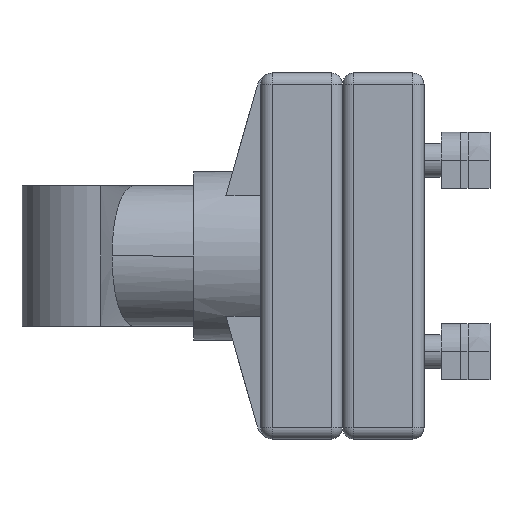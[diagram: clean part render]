
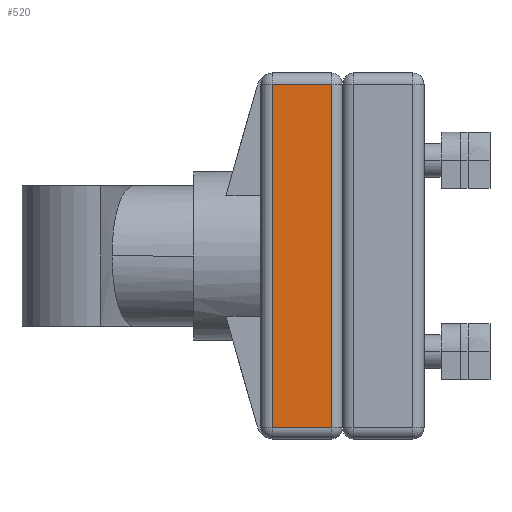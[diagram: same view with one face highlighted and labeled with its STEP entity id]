
A CAD part, left-side view. The second image highlights one B-rep face of the part: STEP entity #520.
In plain terms, the highlighted planar face has unit normal (-1, 0, 0).
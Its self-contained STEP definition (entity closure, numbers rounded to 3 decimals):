
#520=ADVANCED_FACE('',(#1335),#1336,.F.);
#1335=FACE_OUTER_BOUND('',#2479,.T.);
#1336=PLANE('',#2480);
#2479=EDGE_LOOP('',(#3989,#3990,#3991,#3992));
#2480=AXIS2_PLACEMENT_3D('',#3993,#3994,#3995);
#3989=ORIENTED_EDGE('',*,*,#7108,.T.);
#3990=ORIENTED_EDGE('',*,*,#7109,.T.);
#3991=ORIENTED_EDGE('',*,*,#7110,.T.);
#3992=ORIENTED_EDGE('',*,*,#7104,.T.);
#3993=CARTESIAN_POINT('',(-47.5,14.5,-32.5));
#3994=DIRECTION('',(1.0,0.0,0.0));
#3995=DIRECTION('',(0.0,1.0,-0.0));
#7104=EDGE_CURVE('',#8658,#8654,#8659,.T.);
#7108=EDGE_CURVE('',#8654,#8664,#8665,.T.);
#7109=EDGE_CURVE('',#8664,#8666,#8667,.T.);
#7110=EDGE_CURVE('',#8666,#8658,#8668,.T.);
#8654=VERTEX_POINT('',#10738);
#8658=VERTEX_POINT('',#10742);
#8659=LINE('',#10743,#10744);
#8664=VERTEX_POINT('',#10750);
#8665=LINE('',#10751,#10752);
#8666=VERTEX_POINT('',#10753);
#8667=LINE('',#10754,#10755);
#8668=LINE('',#10756,#10757);
#10738=CARTESIAN_POINT('',(-47.5,2.0,-30.5));
#10742=CARTESIAN_POINT('',(-47.5,12.5,-30.5));
#10743=CARTESIAN_POINT('',(-47.5,12.5,-30.5));
#10744=VECTOR('',#13097,10.5);
#10750=CARTESIAN_POINT('',(-47.5,2.0,30.5));
#10751=CARTESIAN_POINT('',(-47.5,2.0,-30.5));
#10752=VECTOR('',#13102,61.0);
#10753=CARTESIAN_POINT('',(-47.5,12.5,30.5));
#10754=CARTESIAN_POINT('',(-47.5,2.0,30.5));
#10755=VECTOR('',#13103,10.5);
#10756=CARTESIAN_POINT('',(-47.5,12.5,30.5));
#10757=VECTOR('',#13104,61.);
#13097=DIRECTION('',(0.0,-1.0,0.0));
#13102=DIRECTION('',(0.0,0.0,1.0));
#13103=DIRECTION('',(0.0,1.0,0.0));
#13104=DIRECTION('',(0.0,0.0,-1.0));
